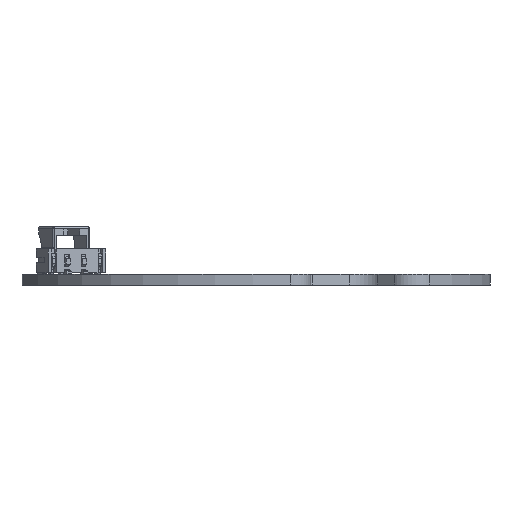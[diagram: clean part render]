
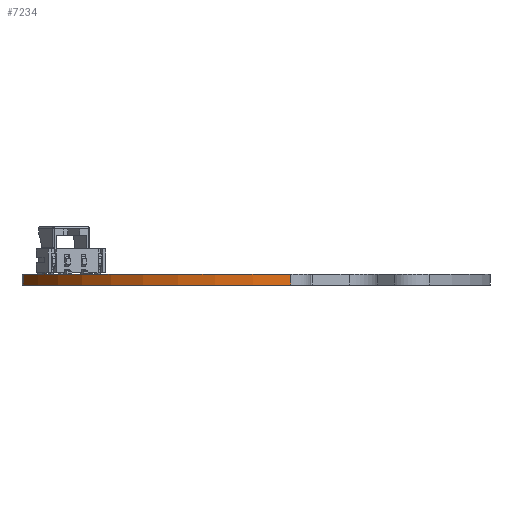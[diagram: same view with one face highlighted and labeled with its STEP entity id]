
A CAD part, front view. The second image highlights one B-rep face of the part: STEP entity #7234.
In plain terms, the highlighted cylindrical face has radius 35 mm (diameter 70 mm), a partial arc.
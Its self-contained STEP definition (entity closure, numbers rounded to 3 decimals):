
#6409 = VERTEX_POINT('',#6410);
#6410 = CARTESIAN_POINT('',(52.939,-10.844,0.));
#6417 = EDGE_CURVE('',#6418,#6409,#6420,.T.);
#6418 = VERTEX_POINT('',#6419);
#6419 = CARTESIAN_POINT('',(92.027,-34.503,0.));
#6420 = CIRCLE('',#6421,35.);
#6421 = AXIS2_PLACEMENT_3D('',#6422,#6423,#6424);
#6422 = CARTESIAN_POINT('',(86.213,0.011,0.));
#6423 = DIRECTION('',(0.,0.,-1.));
#6424 = DIRECTION('',(0.166,-0.986,0.));
#6744 = VERTEX_POINT('',#6745);
#6745 = CARTESIAN_POINT('',(52.939,-10.844,1.6));
#6752 = EDGE_CURVE('',#6753,#6744,#6755,.T.);
#6753 = VERTEX_POINT('',#6754);
#6754 = CARTESIAN_POINT('',(92.027,-34.503,1.6));
#6755 = CIRCLE('',#6756,35.);
#6756 = AXIS2_PLACEMENT_3D('',#6757,#6758,#6759);
#6757 = CARTESIAN_POINT('',(86.213,0.011,1.6));
#6758 = DIRECTION('',(0.,0.,-1.));
#6759 = DIRECTION('',(0.166,-0.986,0.));
#7204 = EDGE_CURVE('',#6409,#6744,#7205,.T.);
#7205 = LINE('',#7206,#7207);
#7206 = CARTESIAN_POINT('',(52.939,-10.844,0.));
#7207 = VECTOR('',#7208,1.);
#7208 = DIRECTION('',(0.,0.,1.));
#7234 = ADVANCED_FACE('',(#7235),#7246,.T.);
#7235 = FACE_BOUND('',#7236,.T.);
#7236 = EDGE_LOOP('',(#7237,#7243,#7244,#7245));
#7237 = ORIENTED_EDGE('',*,*,#7238,.T.);
#7238 = EDGE_CURVE('',#6418,#6753,#7239,.T.);
#7239 = LINE('',#7240,#7241);
#7240 = CARTESIAN_POINT('',(92.027,-34.503,0.));
#7241 = VECTOR('',#7242,1.);
#7242 = DIRECTION('',(0.,0.,1.));
#7243 = ORIENTED_EDGE('',*,*,#6752,.T.);
#7244 = ORIENTED_EDGE('',*,*,#7204,.F.);
#7245 = ORIENTED_EDGE('',*,*,#6417,.F.);
#7246 = CYLINDRICAL_SURFACE('',#7247,35.);
#7247 = AXIS2_PLACEMENT_3D('',#7248,#7249,#7250);
#7248 = CARTESIAN_POINT('',(86.213,0.011,0.));
#7249 = DIRECTION('',(0.,0.,-1.));
#7250 = DIRECTION('',(0.166,-0.986,0.));
